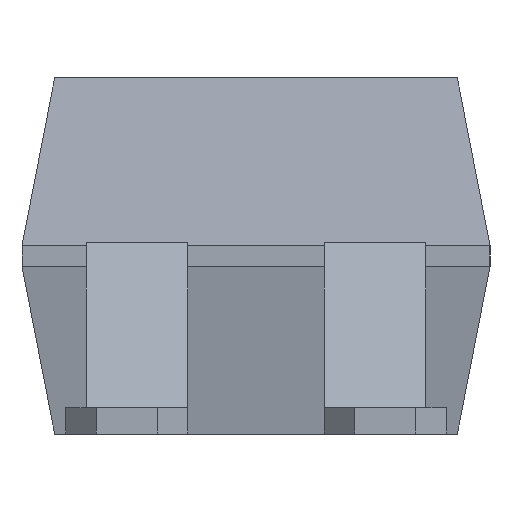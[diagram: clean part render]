
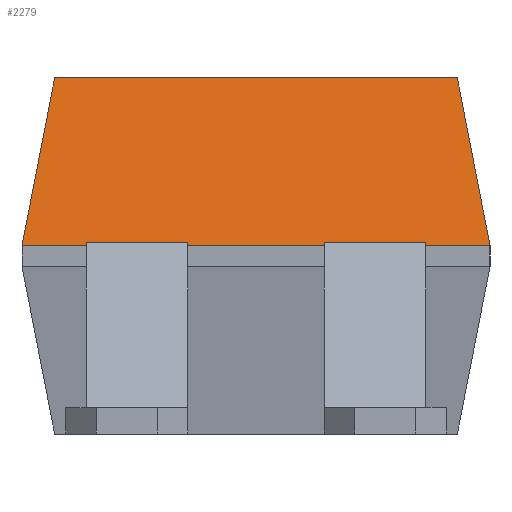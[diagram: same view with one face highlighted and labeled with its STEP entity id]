
A CAD part, left-side view. The second image highlights one B-rep face of the part: STEP entity #2279.
In plain terms, the highlighted planar face has unit normal (-0.982, 0, 0.191).
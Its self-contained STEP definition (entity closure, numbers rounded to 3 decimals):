
#80 = VECTOR ( 'NONE', #1289, 1000. ) ;
#91 = EDGE_LOOP ( 'NONE', ( #1412, #615, #334, #1774 ) ) ;
#92 = FACE_OUTER_BOUND ( 'NONE', #91, .T. ) ;
#97 = CARTESIAN_POINT ( 'NONE',  ( -3.25, 2.3, 1.85 ) ) ;
#206 = VERTEX_POINT ( 'NONE', #378 ) ;
#319 = DIRECTION ( 'NONE',  ( 0.187, 0.187, 0.964 ) ) ;
#334 = ORIENTED_EDGE ( 'NONE', *, *, #371, .F. ) ;
#371 = EDGE_CURVE ( 'NONE', #1855, #2304, #1043, .T. ) ;
#378 = CARTESIAN_POINT ( 'NONE',  ( -2.929, -1.979, 3.5 ) ) ;
#449 = EDGE_CURVE ( 'NONE', #1710, #1855, #542, .T. ) ;
#542 = LINE ( 'NONE', #1760, #2513 ) ;
#615 = ORIENTED_EDGE ( 'NONE', *, *, #2388, .F. ) ;
#651 = LINE ( 'NONE', #1647, #1430 ) ;
#877 = CARTESIAN_POINT ( 'NONE',  ( -2.929, 1.979, 3.5 ) ) ;
#997 = DIRECTION ( 'NONE',  ( 0., 1., 0. ) ) ;
#1043 = LINE ( 'NONE', #2000, #80 ) ;
#1268 = VECTOR ( 'NONE', #2943, 1000. ) ;
#1289 = DIRECTION ( 'NONE',  ( 0.187, -0.187, 0.964 ) ) ;
#1385 = CARTESIAN_POINT ( 'NONE',  ( -2.929, 0., 3.5 ) ) ;
#1412 = ORIENTED_EDGE ( 'NONE', *, *, #2368, .T. ) ;
#1425 = AXIS2_PLACEMENT_3D ( 'NONE', #1385, #1828, #3095 ) ;
#1430 = VECTOR ( 'NONE', #319, 1000. ) ;
#1647 = CARTESIAN_POINT ( 'NONE',  ( -2.86, -1.91, 3.858 ) ) ;
#1710 = VERTEX_POINT ( 'NONE', #2900 ) ;
#1760 = CARTESIAN_POINT ( 'NONE',  ( -3.25, 2.3, 1.85 ) ) ;
#1774 = ORIENTED_EDGE ( 'NONE', *, *, #449, .F. ) ;
#1828 = DIRECTION ( 'NONE',  ( 0.982, 0., -0.191 ) ) ;
#1855 = VERTEX_POINT ( 'NONE', #97 ) ;
#2000 = CARTESIAN_POINT ( 'NONE',  ( -2.86, 1.91, 3.858 ) ) ;
#2154 = LINE ( 'NONE', #2427, #1268 ) ;
#2279 = ADVANCED_FACE ( 'NONE', ( #92 ), #2559, .F. ) ;
#2304 = VERTEX_POINT ( 'NONE', #877 ) ;
#2368 = EDGE_CURVE ( 'NONE', #1710, #206, #651, .T. ) ;
#2388 = EDGE_CURVE ( 'NONE', #2304, #206, #2154, .T. ) ;
#2427 = CARTESIAN_POINT ( 'NONE',  ( -2.929, 0., 3.5 ) ) ;
#2513 = VECTOR ( 'NONE', #997, 1000. ) ;
#2559 = PLANE ( 'NONE',  #1425 ) ;
#2900 = CARTESIAN_POINT ( 'NONE',  ( -3.25, -2.3, 1.85 ) ) ;
#2943 = DIRECTION ( 'NONE',  ( 0., -1., 0. ) ) ;
#3095 = DIRECTION ( 'NONE',  ( 0., -1., 0. ) ) ;
